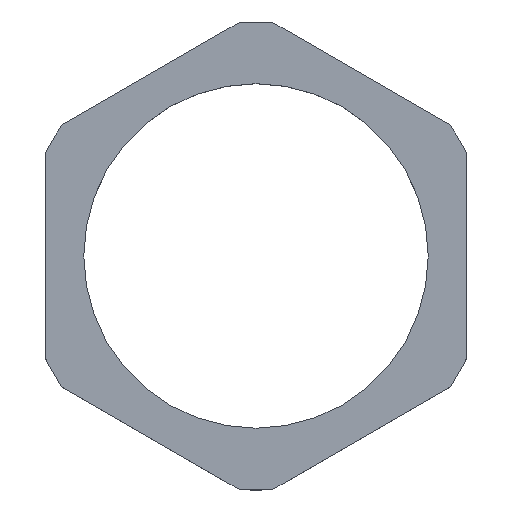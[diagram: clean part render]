
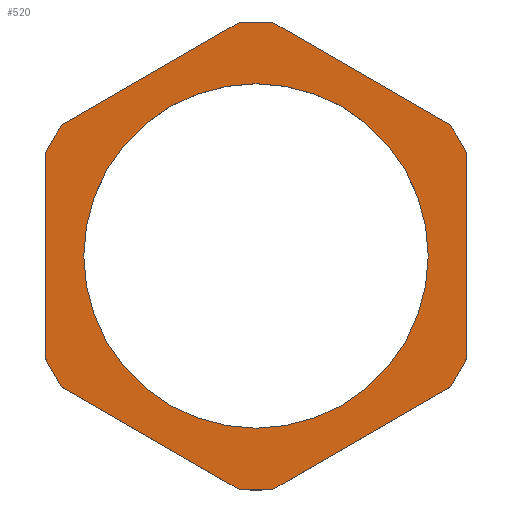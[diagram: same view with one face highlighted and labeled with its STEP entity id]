
A CAD part, top view. The second image highlights one B-rep face of the part: STEP entity #520.
In plain terms, the highlighted planar face has unit normal (0, 0, 1).
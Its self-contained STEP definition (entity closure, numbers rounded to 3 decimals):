
#32 = DIRECTION ( 'NONE',  ( 0., 0., 1. ) ) ;
#35 = FACE_BOUND ( 'NONE', #42, .T. ) ;
#36 = CARTESIAN_POINT ( 'NONE',  ( 41.375, -28.074, 8. ) ) ;
#38 = CARTESIAN_POINT ( 'NONE',  ( 0., 0., 8. ) ) ;
#42 = EDGE_LOOP ( 'NONE', ( #382, #160 ) ) ;
#44 = DIRECTION ( 'NONE',  ( 1., 0., 0. ) ) ;
#46 = CIRCLE ( 'NONE', #331, 50. ) ;
#48 = CIRCLE ( 'NONE', #238, 50. ) ;
#52 = CIRCLE ( 'NONE', #464, 50. ) ;
#53 = LINE ( 'NONE', #463, #491 ) ;
#54 = AXIS2_PLACEMENT_3D ( 'NONE', #131, #299, #432 ) ;
#56 = VERTEX_POINT ( 'NONE', #36 ) ;
#66 = CARTESIAN_POINT ( 'NONE',  ( -41.375, -28.074, 8. ) ) ;
#67 = CIRCLE ( 'NONE', #95, 36.8 ) ;
#70 = CARTESIAN_POINT ( 'NONE',  ( 0., 0., 8. ) ) ;
#76 = DIRECTION ( 'NONE',  ( 1., 0., 0. ) ) ;
#80 = DIRECTION ( 'NONE',  ( 0.866, -0.5, 0. ) ) ;
#82 = CARTESIAN_POINT ( 'NONE',  ( 0., 0., 8. ) ) ;
#88 = DIRECTION ( 'NONE',  ( 0., -1., 0. ) ) ;
#93 = ORIENTED_EDGE ( 'NONE', *, *, #358, .T. ) ;
#94 = AXIS2_PLACEMENT_3D ( 'NONE', #167, #32, #337 ) ;
#95 = AXIS2_PLACEMENT_3D ( 'NONE', #70, #285, #190 ) ;
#97 = VECTOR ( 'NONE', #88, 1000. ) ;
#105 = CARTESIAN_POINT ( 'NONE',  ( 3.625, -49.868, 8. ) ) ;
#108 = EDGE_CURVE ( 'NONE', #322, #314, #281, .T. ) ;
#111 = CARTESIAN_POINT ( 'NONE',  ( -41.375, 28.074, 8. ) ) ;
#115 = DIRECTION ( 'NONE',  ( 1., 0., 0. ) ) ;
#129 = DIRECTION ( 'NONE',  ( -0.866, 0.5, 0. ) ) ;
#131 = CARTESIAN_POINT ( 'NONE',  ( 0., 0., 8. ) ) ;
#135 = CIRCLE ( 'NONE', #342, 50. ) ;
#146 = ORIENTED_EDGE ( 'NONE', *, *, #108, .T. ) ;
#149 = AXIS2_PLACEMENT_3D ( 'NONE', #205, #466, #165 ) ;
#153 = CARTESIAN_POINT ( 'NONE',  ( 45., -21.794, 8. ) ) ;
#159 = DIRECTION ( 'NONE',  ( 0., 0., 1. ) ) ;
#160 = ORIENTED_EDGE ( 'NONE', *, *, #459, .T. ) ;
#165 = DIRECTION ( 'NONE',  ( 1., 0., 0. ) ) ;
#166 = CARTESIAN_POINT ( 'NONE',  ( 45., 21.794, 8. ) ) ;
#167 = CARTESIAN_POINT ( 'NONE',  ( 0., 0., 8. ) ) ;
#169 = DIRECTION ( 'NONE',  ( 1., 0., 0. ) ) ;
#174 = CIRCLE ( 'NONE', #54, 36.8 ) ;
#175 = CARTESIAN_POINT ( 'NONE',  ( -3.625, -49.868, 8. ) ) ;
#177 = ORIENTED_EDGE ( 'NONE', *, *, #350, .T. ) ;
#182 = ORIENTED_EDGE ( 'NONE', *, *, #320, .T. ) ;
#183 = EDGE_CURVE ( 'NONE', #357, #236, #384, .T. ) ;
#186 = ORIENTED_EDGE ( 'NONE', *, *, #304, .T. ) ;
#190 = DIRECTION ( 'NONE',  ( -1., 0., 0. ) ) ;
#194 = CARTESIAN_POINT ( 'NONE',  ( 0., 0., 8. ) ) ;
#199 = CARTESIAN_POINT ( 'NONE',  ( 36.8, 0., 8. ) ) ;
#200 = DIRECTION ( 'NONE',  ( 0., 0., 1. ) ) ;
#203 = CARTESIAN_POINT ( 'NONE',  ( -3.625, 49.868, 8. ) ) ;
#205 = CARTESIAN_POINT ( 'NONE',  ( 0., 0., 8. ) ) ;
#208 = ORIENTED_EDGE ( 'NONE', *, *, #508, .T. ) ;
#210 = CARTESIAN_POINT ( 'NONE',  ( -45., 21.794, 8. ) ) ;
#215 = VERTEX_POINT ( 'NONE', #105 ) ;
#228 = LINE ( 'NONE', #284, #416 ) ;
#233 = CARTESIAN_POINT ( 'NONE',  ( -3.625, 49.868, 8. ) ) ;
#236 = VERTEX_POINT ( 'NONE', #166 ) ;
#237 = ORIENTED_EDGE ( 'NONE', *, *, #528, .T. ) ;
#238 = AXIS2_PLACEMENT_3D ( 'NONE', #301, #513, #44 ) ;
#239 = FACE_OUTER_BOUND ( 'NONE', #485, .T. ) ;
#242 = CARTESIAN_POINT ( 'NONE',  ( 41.375, 28.074, 8. ) ) ;
#252 = DIRECTION ( 'NONE',  ( 0., 0., 1. ) ) ;
#276 = CARTESIAN_POINT ( 'NONE',  ( 3.625, 49.868, 8. ) ) ;
#277 = DIRECTION ( 'NONE',  ( 0., 1., 0. ) ) ;
#279 = ORIENTED_EDGE ( 'NONE', *, *, #309, .T. ) ;
#281 = LINE ( 'NONE', #233, #324 ) ;
#284 = CARTESIAN_POINT ( 'NONE',  ( 3.625, -49.868, 8. ) ) ;
#285 = DIRECTION ( 'NONE',  ( 0., 0., -1. ) ) ;
#289 = PLANE ( 'NONE',  #94 ) ;
#297 = CARTESIAN_POINT ( 'NONE',  ( 41.375, 28.074, 8. ) ) ;
#299 = DIRECTION ( 'NONE',  ( 0., 0., -1. ) ) ;
#301 = CARTESIAN_POINT ( 'NONE',  ( 0., 0., 8. ) ) ;
#304 = EDGE_CURVE ( 'NONE', #530, #356, #53, .T. ) ;
#307 = ORIENTED_EDGE ( 'NONE', *, *, #385, .T. ) ;
#309 = EDGE_CURVE ( 'NONE', #494, #530, #46, .T. ) ;
#314 = VERTEX_POINT ( 'NONE', #111 ) ;
#317 = LINE ( 'NONE', #210, #97 ) ;
#320 = EDGE_CURVE ( 'NONE', #215, #56, #228, .T. ) ;
#322 = VERTEX_POINT ( 'NONE', #203 ) ;
#324 = VECTOR ( 'NONE', #450, 1000. ) ;
#331 = AXIS2_PLACEMENT_3D ( 'NONE', #82, #200, #496 ) ;
#334 = DIRECTION ( 'NONE',  ( 0.866, 0.5, 0. ) ) ;
#336 = DIRECTION ( 'NONE',  ( 0., 0., 1. ) ) ;
#337 = DIRECTION ( 'NONE',  ( 1., 0., 0. ) ) ;
#342 = AXIS2_PLACEMENT_3D ( 'NONE', #544, #336, #115 ) ;
#349 = ORIENTED_EDGE ( 'NONE', *, *, #373, .T. ) ;
#350 = EDGE_CURVE ( 'NONE', #314, #547, #48, .T. ) ;
#356 = VERTEX_POINT ( 'NONE', #175 ) ;
#357 = VERTEX_POINT ( 'NONE', #551 ) ;
#358 = EDGE_CURVE ( 'NONE', #500, #481, #438, .T. ) ;
#365 = AXIS2_PLACEMENT_3D ( 'NONE', #38, #252, #169 ) ;
#369 = VECTOR ( 'NONE', #277, 1000. ) ;
#373 = EDGE_CURVE ( 'NONE', #547, #494, #317, .T. ) ;
#382 = ORIENTED_EDGE ( 'NONE', *, *, #405, .T. ) ;
#384 = LINE ( 'NONE', #153, #369 ) ;
#385 = EDGE_CURVE ( 'NONE', #356, #215, #455, .T. ) ;
#403 = ORIENTED_EDGE ( 'NONE', *, *, #183, .T. ) ;
#405 = EDGE_CURVE ( 'NONE', #453, #537, #174, .T. ) ;
#416 = VECTOR ( 'NONE', #334, 1000. ) ;
#425 = CARTESIAN_POINT ( 'NONE',  ( -45., 21.794, 8. ) ) ;
#432 = DIRECTION ( 'NONE',  ( -1., 0., 0. ) ) ;
#438 = LINE ( 'NONE', #297, #502 ) ;
#450 = DIRECTION ( 'NONE',  ( -0.866, -0.5, 0. ) ) ;
#453 = VERTEX_POINT ( 'NONE', #522 ) ;
#455 = CIRCLE ( 'NONE', #365, 50. ) ;
#459 = EDGE_CURVE ( 'NONE', #537, #453, #67, .T. ) ;
#463 = CARTESIAN_POINT ( 'NONE',  ( -41.375, -28.074, 8. ) ) ;
#464 = AXIS2_PLACEMENT_3D ( 'NONE', #194, #159, #76 ) ;
#466 = DIRECTION ( 'NONE',  ( 0., 0., 1. ) ) ;
#470 = CARTESIAN_POINT ( 'NONE',  ( -45., -21.794, 8. ) ) ;
#481 = VERTEX_POINT ( 'NONE', #276 ) ;
#485 = EDGE_LOOP ( 'NONE', ( #177, #349, #279, #186, #307, #182, #492, #403, #208, #93, #237, #146 ) ) ;
#491 = VECTOR ( 'NONE', #80, 1000. ) ;
#492 = ORIENTED_EDGE ( 'NONE', *, *, #497, .T. ) ;
#494 = VERTEX_POINT ( 'NONE', #470 ) ;
#496 = DIRECTION ( 'NONE',  ( 1., 0., 0. ) ) ;
#497 = EDGE_CURVE ( 'NONE', #56, #357, #523, .T. ) ;
#500 = VERTEX_POINT ( 'NONE', #242 ) ;
#502 = VECTOR ( 'NONE', #129, 1000. ) ;
#508 = EDGE_CURVE ( 'NONE', #236, #500, #135, .T. ) ;
#513 = DIRECTION ( 'NONE',  ( 0., 0., 1. ) ) ;
#520 = ADVANCED_FACE ( 'NONE', ( #35, #239 ), #289, .T. ) ;
#522 = CARTESIAN_POINT ( 'NONE',  ( -36.8, 0., 8. ) ) ;
#523 = CIRCLE ( 'NONE', #149, 50. ) ;
#528 = EDGE_CURVE ( 'NONE', #481, #322, #52, .T. ) ;
#530 = VERTEX_POINT ( 'NONE', #66 ) ;
#537 = VERTEX_POINT ( 'NONE', #199 ) ;
#544 = CARTESIAN_POINT ( 'NONE',  ( 0., 0., 8. ) ) ;
#547 = VERTEX_POINT ( 'NONE', #425 ) ;
#551 = CARTESIAN_POINT ( 'NONE',  ( 45., -21.794, 8. ) ) ;
